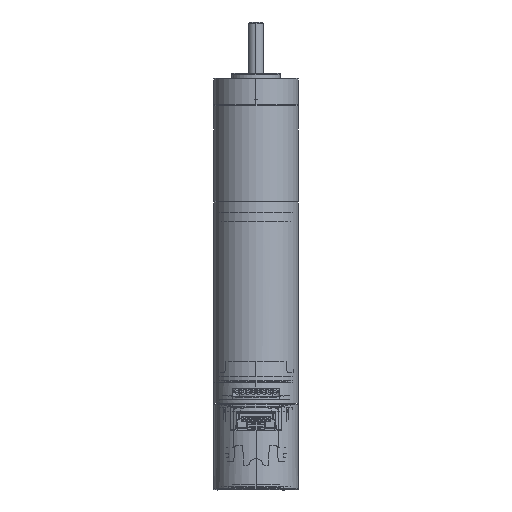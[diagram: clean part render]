
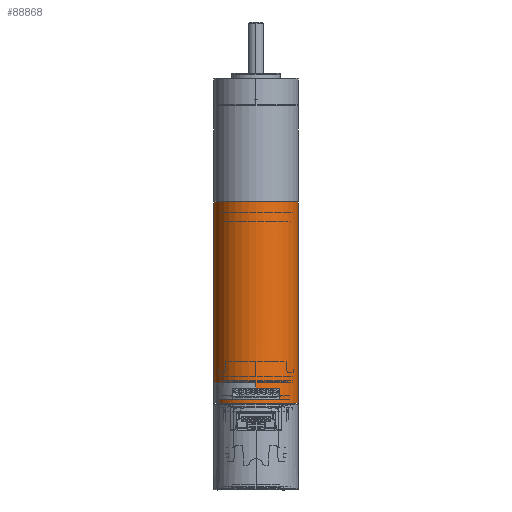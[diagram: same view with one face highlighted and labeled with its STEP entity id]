
A CAD part, front view. The second image highlights one B-rep face of the part: STEP entity #88868.
In plain terms, the highlighted cylindrical face has radius 11 mm (diameter 22 mm), a partial arc.
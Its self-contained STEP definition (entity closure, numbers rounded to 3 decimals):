
#18645=CARTESIAN_POINT('',(0.,0.,-4.5));
#18646=DIRECTION('',(0.,0.,-1.));
#18647=DIRECTION('',(0.,1.,0.));
#18648=AXIS2_PLACEMENT_3D('',#18645,#18646,#18647);
#18650=DIRECTION('',(0.,0.,-1.));
#18651=VECTOR('',#18650,1.);
#18652=CARTESIAN_POINT('',(-9.526,-5.5,-4.5));
#18653=LINE('',#18652,#18651);
#18654=CARTESIAN_POINT('',(6.168,-9.108,-4.3));
#18655=CARTESIAN_POINT('',(6.235,-9.063,
-4.367));
#18656=CARTESIAN_POINT('',(6.301,-9.017,
-4.434));
#18657=CARTESIAN_POINT('',(6.368,-8.97,-4.5));
#18659=DIRECTION('',(0.,0.,-1.));
#18660=VECTOR('',#18659,2.8);
#18661=CARTESIAN_POINT('',(6.168,-9.108,-1.5));
#18662=LINE('',#18661,#18660);
#18663=CARTESIAN_POINT('',(0.,0.,-1.5));
#18664=DIRECTION('',(0.,0.,-1.));
#18665=DIRECTION('',(0.561,-0.828,0.));
#18666=AXIS2_PLACEMENT_3D('',#18663,#18664,#18665);
#18668=CARTESIAN_POINT('',(0.,0.,0.));
#18669=DIRECTION('',(0.,0.,-1.));
#18670=DIRECTION('',(0.,-1.,0.));
#18671=AXIS2_PLACEMENT_3D('',#18668,#18669,#18670);
#18673=CARTESIAN_POINT('',(0.,0.,47.));
#18674=DIRECTION('',(0.,0.,-1.));
#18675=DIRECTION('',(1.,0.,0.));
#18676=AXIS2_PLACEMENT_3D('',#18673,#18674,#18675);
#18678=CARTESIAN_POINT('',(0.,0.,-4.5));
#18679=DIRECTION('',(0.,0.,-1.));
#18680=DIRECTION('',(-0.579,-0.815,0.));
#18681=AXIS2_PLACEMENT_3D('',#18678,#18679,#18680);
#18683=DIRECTION('',(0.,0.,-1.));
#18684=VECTOR('',#18683,1.);
#18685=CARTESIAN_POINT('',(9.526,5.5,-4.5));
#18686=LINE('',#18685,#18684);
#18687=DIRECTION('',(0.,0.,1.));
#18688=VECTOR('',#18687,4.5);
#18689=CARTESIAN_POINT('',(0.,11.,-4.5));
#18690=LINE('',#18689,#18688);
#18691=CARTESIAN_POINT('',(0.,0.,0.));
#18692=DIRECTION('',(0.,0.,-1.));
#18693=DIRECTION('',(0.,1.,0.));
#18694=AXIS2_PLACEMENT_3D('',#18691,#18692,#18693);
#18696=DIRECTION('',(0.,0.,1.));
#18697=VECTOR('',#18696,47.);
#18698=CARTESIAN_POINT('',(11.,0.,0.));
#18699=LINE('',#18698,#18697);
#18705=DIRECTION('',(0.,0.,-1.));
#18706=VECTOR('',#18705,47.);
#18707=CARTESIAN_POINT('',(-11.,0.,47.));
#18708=LINE('',#18707,#18706);
#18709=DIRECTION('',(0.,0.,1.));
#18710=VECTOR('',#18709,1.5);
#18711=CARTESIAN_POINT('',(0.,-11.,-1.5));
#18712=LINE('',#18711,#18710);
#18727=CARTESIAN_POINT('',(0.,0.,-5.5));
#18728=DIRECTION('',(0.,0.,-1.));
#18729=DIRECTION('',(0.866,0.5,0.));
#18730=AXIS2_PLACEMENT_3D('',#18727,#18728,#18729);
#23243=CARTESIAN_POINT('',(0.,0.,-4.5));
#23244=DIRECTION('',(0.,0.,1.));
#23245=DIRECTION('',(-0.579,-0.815,0.));
#23246=AXIS2_PLACEMENT_3D('',#23243,#23244,#23245);
#58829=CARTESIAN_POINT('',(11.,0.,47.));
#58830=CARTESIAN_POINT('',(-11.,0.,47.));
#58831=VERTEX_POINT('',#58829);
#58832=VERTEX_POINT('',#58830);
#58945=CARTESIAN_POINT('',(6.168,-9.108,-1.5));
#58946=CARTESIAN_POINT('',(0.,-11.,-1.5));
#58947=VERTEX_POINT('',#58945);
#58948=VERTEX_POINT('',#58946);
#59011=CARTESIAN_POINT('',(6.168,-9.108,-4.3));
#59013=VERTEX_POINT('',#59011);
#59056=CARTESIAN_POINT('',(0.,-11.,0.));
#59057=CARTESIAN_POINT('',(-11.,0.,0.));
#59058=VERTEX_POINT('',#59056);
#59059=VERTEX_POINT('',#59057);
#59060=CARTESIAN_POINT('',(0.,11.,0.));
#59061=CARTESIAN_POINT('',(11.,0.,0.));
#59062=VERTEX_POINT('',#59060);
#59063=VERTEX_POINT('',#59061);
#61111=CARTESIAN_POINT('',(-9.526,-5.5,-5.5));
#61112=CARTESIAN_POINT('',(9.526,5.5,-5.5));
#61113=VERTEX_POINT('',#61111);
#61114=VERTEX_POINT('',#61112);
#65566=CARTESIAN_POINT('',(0.,11.,-4.5));
#65567=CARTESIAN_POINT('',(9.526,5.5,-4.5));
#65568=VERTEX_POINT('',#65566);
#65569=VERTEX_POINT('',#65567);
#65570=CARTESIAN_POINT('',(-6.368,-8.97,-4.5));
#65571=CARTESIAN_POINT('',(-9.526,-5.5,-4.5));
#65572=VERTEX_POINT('',#65570);
#65573=VERTEX_POINT('',#65571);
#65591=CARTESIAN_POINT('',(6.368,-8.97,-4.5));
#65593=VERTEX_POINT('',#65591);
#88831=CARTESIAN_POINT('',(0.,0.,48.3));
#88832=DIRECTION('',(0.,0.,-1.));
#88833=DIRECTION('',(1.,0.,0.));
#88834=AXIS2_PLACEMENT_3D('',#88831,#88832,#88833);
#88835=CYLINDRICAL_SURFACE('',#88834,11.);
#88837=ORIENTED_EDGE('',*,*,#88836,.T.);
#88839=ORIENTED_EDGE('',*,*,#88838,.T.);
#88841=ORIENTED_EDGE('',*,*,#88840,.T.);
#88843=ORIENTED_EDGE('',*,*,#88842,.F.);
#88845=ORIENTED_EDGE('',*,*,#88844,.F.);
#88847=ORIENTED_EDGE('',*,*,#88846,.T.);
#88849=ORIENTED_EDGE('',*,*,#88848,.F.);
#88850=ORIENTED_EDGE('',*,*,#88819,.F.);
#88851=ORIENTED_EDGE('',*,*,#85455,.T.);
#88853=ORIENTED_EDGE('',*,*,#88852,.T.);
#88855=ORIENTED_EDGE('',*,*,#88854,.T.);
#88857=ORIENTED_EDGE('',*,*,#88856,.F.);
#88859=ORIENTED_EDGE('',*,*,#88858,.F.);
#88861=ORIENTED_EDGE('',*,*,#88860,.F.);
#88863=ORIENTED_EDGE('',*,*,#88862,.F.);
#88865=ORIENTED_EDGE('',*,*,#88864,.F.);
#88866=EDGE_LOOP('',(#88837,#88839,#88841,#88843,#88845,#88847,#88849,#88850,
#88851,#88853,#88855,#88857,#88859,#88861,#88863,#88865));
#88867=FACE_OUTER_BOUND('',#88866,.F.);
#88868=ADVANCED_FACE('',(#88867),#88835,.T.);
#18649=CIRCLE('',#18648,11.);
#18658=B_SPLINE_CURVE_WITH_KNOTS('',3,(#18654,#18655,#18656,#18657),
.UNSPECIFIED.,.F.,.F.,(4,4),(0.,1.),.UNSPECIFIED.);
#18667=CIRCLE('',#18666,11.);
#18672=CIRCLE('',#18671,11.);
#18677=CIRCLE('',#18676,11.);
#18682=CIRCLE('',#18681,11.);
#18695=CIRCLE('',#18694,11.);
#18731=CIRCLE('',#18730,11.);
#23247=CIRCLE('',#23246,11.);
#85455=EDGE_CURVE('',#58947,#58948,#18667,.T.);
#88819=EDGE_CURVE('',#58947,#59013,#18662,.T.);
#88836=EDGE_CURVE('',#65568,#65569,#18649,.T.);
#88838=EDGE_CURVE('',#65569,#61114,#18686,.T.);
#88840=EDGE_CURVE('',#61114,#61113,#18731,.T.);
#88842=EDGE_CURVE('',#65573,#61113,#18653,.T.);
#88844=EDGE_CURVE('',#65572,#65573,#18682,.T.);
#88846=EDGE_CURVE('',#65572,#65593,#23247,.T.);
#88848=EDGE_CURVE('',#59013,#65593,#18658,.T.);
#88852=EDGE_CURVE('',#58948,#59058,#18712,.T.);
#88854=EDGE_CURVE('',#59058,#59059,#18672,.T.);
#88856=EDGE_CURVE('',#58832,#59059,#18708,.T.);
#88858=EDGE_CURVE('',#58831,#58832,#18677,.T.);
#88860=EDGE_CURVE('',#59063,#58831,#18699,.T.);
#88862=EDGE_CURVE('',#59062,#59063,#18695,.T.);
#88864=EDGE_CURVE('',#65568,#59062,#18690,.T.);
